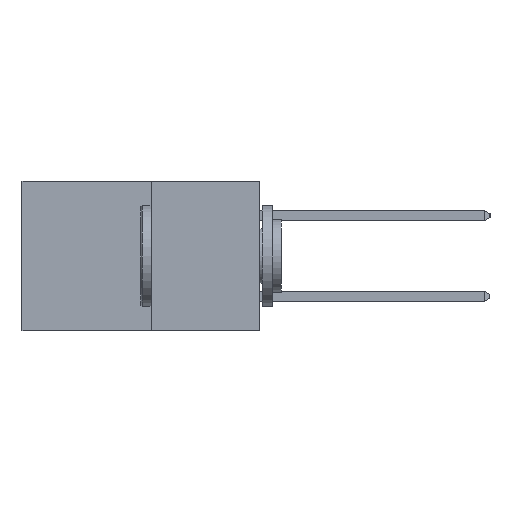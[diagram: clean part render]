
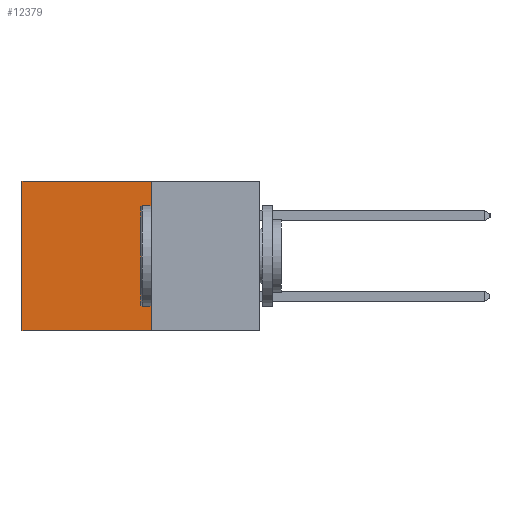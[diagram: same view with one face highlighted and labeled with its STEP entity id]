
A CAD part, left-side view. The second image highlights one B-rep face of the part: STEP entity #12379.
In plain terms, the highlighted planar face has unit normal (-1, 0, 0).
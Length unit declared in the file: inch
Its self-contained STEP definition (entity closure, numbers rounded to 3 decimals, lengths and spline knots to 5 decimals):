
#164 = CARTESIAN_POINT ( 'NONE',  ( 0.277, 0.27, -0.37 ) ) ;
#1155 = EDGE_CURVE ( 'NONE', #23569, #6493, #27616, .T. ) ;
#1827 = EDGE_CURVE ( 'NONE', #4663, #23569, #14644, .T. ) ;
#3294 = LINE ( 'NONE', #3668, #26446 ) ;
#3668 = CARTESIAN_POINT ( 'NONE',  ( 0.277, 0.27, -0.37 ) ) ;
#4663 = VERTEX_POINT ( 'NONE', #25116 ) ;
#6493 = VERTEX_POINT ( 'NONE', #29919 ) ;
#9013 = VECTOR ( 'NONE', #29515, 39.37008 ) ;
#9716 = AXIS2_PLACEMENT_3D ( 'NONE', #10620, #27215, #13057 ) ;
#10329 = EDGE_CURVE ( 'NONE', #4663, #19437, #3294, .T. ) ;
#10569 = DIRECTION ( 'NONE',  ( 0., 1., 0. ) ) ;
#10620 = CARTESIAN_POINT ( 'NONE',  ( 0.277, 0.27, -0.37 ) ) ;
#10953 = DIRECTION ( 'NONE',  ( 0., 0., -1. ) ) ;
#12126 = LINE ( 'NONE', #27171, #18508 ) ;
#12379 = ADVANCED_FACE ( 'NONE', ( #21946 ), #20148, .F. ) ;
#12947 = ORIENTED_EDGE ( 'NONE', *, *, #1155, .T. ) ;
#13057 = DIRECTION ( 'NONE',  ( 0., 0., -1. ) ) ;
#14644 = LINE ( 'NONE', #28231, #9013 ) ;
#14793 = EDGE_CURVE ( 'NONE', #19437, #6493, #12126, .T. ) ;
#16585 = ORIENTED_EDGE ( 'NONE', *, *, #1827, .T. ) ;
#17861 = ORIENTED_EDGE ( 'NONE', *, *, #10329, .F. ) ;
#18508 = VECTOR ( 'NONE', #10569, 39.37008 ) ;
#19437 = VERTEX_POINT ( 'NONE', #164 ) ;
#19447 = ORIENTED_EDGE ( 'NONE', *, *, #14793, .F. ) ;
#20148 = PLANE ( 'NONE',  #9716 ) ;
#21946 = FACE_OUTER_BOUND ( 'NONE', #28504, .T. ) ;
#22171 = VECTOR ( 'NONE', #26913, 39.37008 ) ;
#22367 = CARTESIAN_POINT ( 'NONE',  ( 0.277, 0.59, -0.37 ) ) ;
#22628 = CARTESIAN_POINT ( 'NONE',  ( 0.277, 0.59, 0. ) ) ;
#23569 = VERTEX_POINT ( 'NONE', #22628 ) ;
#25116 = CARTESIAN_POINT ( 'NONE',  ( 0.277, 0.27, 0. ) ) ;
#26446 = VECTOR ( 'NONE', #10953, 39.37008 ) ;
#26913 = DIRECTION ( 'NONE',  ( 0., 0., -1. ) ) ;
#27171 = CARTESIAN_POINT ( 'NONE',  ( 0.277, 0.27, -0.37 ) ) ;
#27215 = DIRECTION ( 'NONE',  ( 1., 0., 0. ) ) ;
#27616 = LINE ( 'NONE', #22367, #22171 ) ;
#28231 = CARTESIAN_POINT ( 'NONE',  ( 0.277, 0.27, 0. ) ) ;
#28504 = EDGE_LOOP ( 'NONE', ( #12947, #19447, #17861, #16585 ) ) ;
#29515 = DIRECTION ( 'NONE',  ( 0., 1., 0. ) ) ;
#29919 = CARTESIAN_POINT ( 'NONE',  ( 0.277, 0.59, -0.37 ) ) ;
